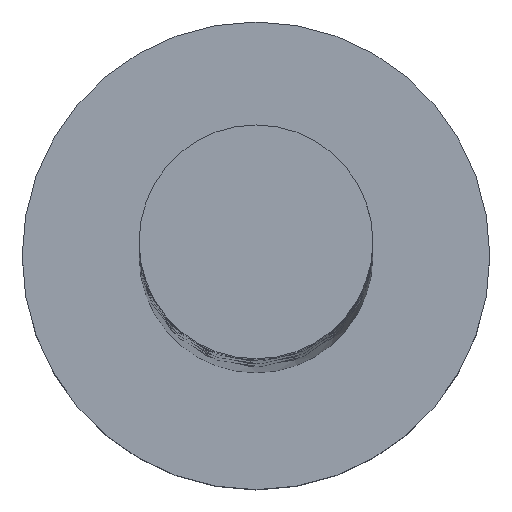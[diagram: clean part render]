
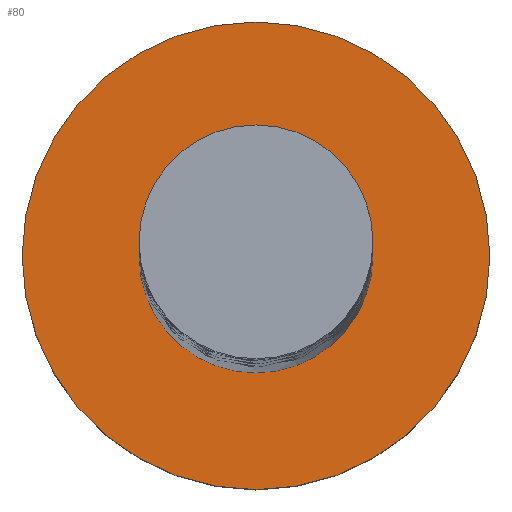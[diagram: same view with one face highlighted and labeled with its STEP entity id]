
A CAD part, top view. The second image highlights one B-rep face of the part: STEP entity #80.
In plain terms, the highlighted planar face has unit normal (0, 0, 1).
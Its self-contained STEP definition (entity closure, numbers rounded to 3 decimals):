
#1 = VERTEX_POINT ( 'NONE', #481 ) ;
#29 = FACE_OUTER_BOUND ( 'NONE', #388, .T. ) ;
#49 = DIRECTION ( 'NONE',  ( 0., 0., 1. ) ) ;
#73 = EDGE_CURVE ( 'NONE', #1, #119, #1534, .T. ) ;
#80 = ADVANCED_FACE ( 'NONE', ( #1557, #29 ), #282, .T. ) ;
#119 = VERTEX_POINT ( 'NONE', #1450 ) ;
#129 = ORIENTED_EDGE ( 'NONE', *, *, #1634, .F. ) ;
#170 = DIRECTION ( 'NONE',  ( 0., 0., 1. ) ) ;
#253 = EDGE_LOOP ( 'NONE', ( #129, #901 ) ) ;
#282 = PLANE ( 'NONE',  #437 ) ;
#289 = DIRECTION ( 'NONE',  ( 1., 0., 0. ) ) ;
#351 = DIRECTION ( 'NONE',  ( 1., 0., 0. ) ) ;
#388 = EDGE_LOOP ( 'NONE', ( #654, #1528 ) ) ;
#416 = CARTESIAN_POINT ( 'NONE',  ( -2., 0., 3. ) ) ;
#437 = AXIS2_PLACEMENT_3D ( 'NONE', #530, #780, #289 ) ;
#481 = CARTESIAN_POINT ( 'NONE',  ( -4., 0., 3. ) ) ;
#508 = CIRCLE ( 'NONE', #833, 2. ) ;
#514 = VERTEX_POINT ( 'NONE', #416 ) ;
#530 = CARTESIAN_POINT ( 'NONE',  ( 0., 0., 3. ) ) ;
#596 = EDGE_CURVE ( 'NONE', #119, #1, #1600, .T. ) ;
#628 = DIRECTION ( 'NONE',  ( 1., 0., 0. ) ) ;
#630 = CARTESIAN_POINT ( 'NONE',  ( 2., 0., 3. ) ) ;
#654 = ORIENTED_EDGE ( 'NONE', *, *, #73, .T. ) ;
#688 = DIRECTION ( 'NONE',  ( 1., 0., 0. ) ) ;
#740 = DIRECTION ( 'NONE',  ( 0., 0., 1. ) ) ;
#748 = AXIS2_PLACEMENT_3D ( 'NONE', #809, #170, #688 ) ;
#776 = VERTEX_POINT ( 'NONE', #630 ) ;
#780 = DIRECTION ( 'NONE',  ( 0., 0., 1. ) ) ;
#788 = CARTESIAN_POINT ( 'NONE',  ( 0., 0., 3. ) ) ;
#804 = DIRECTION ( 'NONE',  ( 0., 0., 1. ) ) ;
#809 = CARTESIAN_POINT ( 'NONE',  ( 0., 0., 3. ) ) ;
#829 = CIRCLE ( 'NONE', #1455, 2. ) ;
#833 = AXIS2_PLACEMENT_3D ( 'NONE', #1073, #49, #351 ) ;
#901 = ORIENTED_EDGE ( 'NONE', *, *, #1271, .F. ) ;
#1073 = CARTESIAN_POINT ( 'NONE',  ( 0., 0., 3. ) ) ;
#1167 = AXIS2_PLACEMENT_3D ( 'NONE', #788, #804, #1428 ) ;
#1271 = EDGE_CURVE ( 'NONE', #776, #514, #829, .T. ) ;
#1391 = CARTESIAN_POINT ( 'NONE',  ( 0., 0., 3. ) ) ;
#1428 = DIRECTION ( 'NONE',  ( 1., 0., 0. ) ) ;
#1450 = CARTESIAN_POINT ( 'NONE',  ( 4., 0., 3. ) ) ;
#1455 = AXIS2_PLACEMENT_3D ( 'NONE', #1391, #740, #628 ) ;
#1528 = ORIENTED_EDGE ( 'NONE', *, *, #596, .T. ) ;
#1534 = CIRCLE ( 'NONE', #1167, 4. ) ;
#1557 = FACE_BOUND ( 'NONE', #253, .T. ) ;
#1600 = CIRCLE ( 'NONE', #748, 4. ) ;
#1634 = EDGE_CURVE ( 'NONE', #514, #776, #508, .T. ) ;
